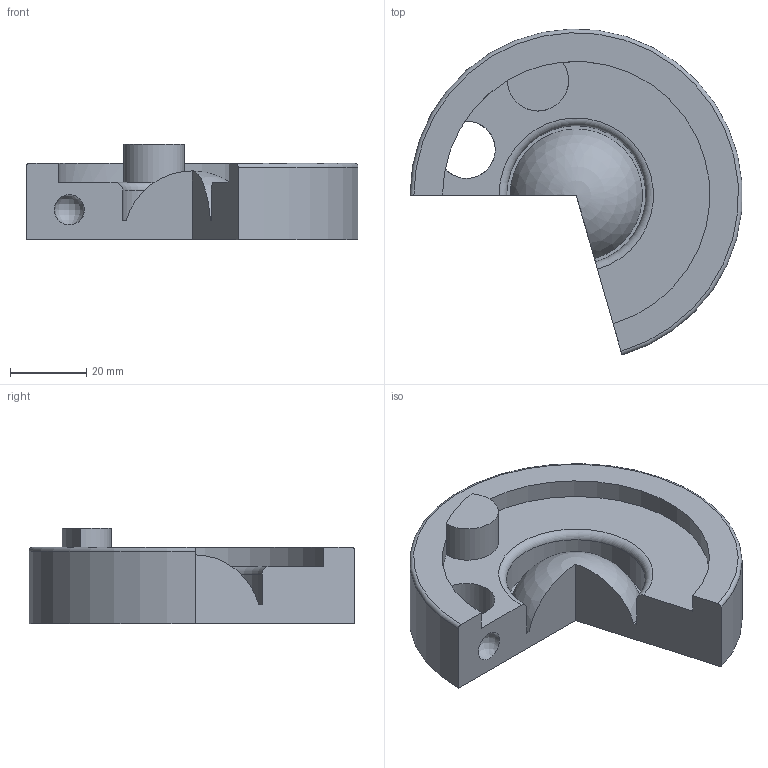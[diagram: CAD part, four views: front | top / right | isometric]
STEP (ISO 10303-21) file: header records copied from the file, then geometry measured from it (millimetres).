
FILE_DESCRIPTION(/* description */ (''),/* implementation_level */ '2;1');
FILE_NAME(/* name */ 'my_test_figure.step',/* time_stamp */ '2020-05-03T16:11:59+03:00',/* author */ (''),/* organization */ (''),/* preprocessor_version */ 'ST-DEVELOPER v18.1',/* originating_system */ 'Autodesk Translation Framework v9.2.0.1227',/* authorisation */ '');
FILE_SCHEMA (('AUTOMOTIVE_DESIGN { 1 0 10303 214 3 1 1 }'));
Length unit declared in the file: millimetre
Products named in the file (1): Test rotate and modify
Bounding box: 86.89 x 85.29 x 25 mm (x, y, z)
Volume: 66713.9 mm3; surface area: 16184.7 mm2
Topology: 1 solids, 1 shells, 19 faces, 52 edges, 32 vertices
Faces by surface type: plane 8, cylinder 7, torus 2, bspline 1, sphere 1
Full cylindrical faces by diameter (mm): 15 x1
Entity records: 653 total; most frequent: CARTESIAN_POINT 125, DIRECTION 116, ORIENTED_EDGE 98, EDGE_CURVE 49, AXIS2_PLACEMENT_3D 48, VERTEX_POINT 32, CIRCLE 29, EDGE_LOOP 21
